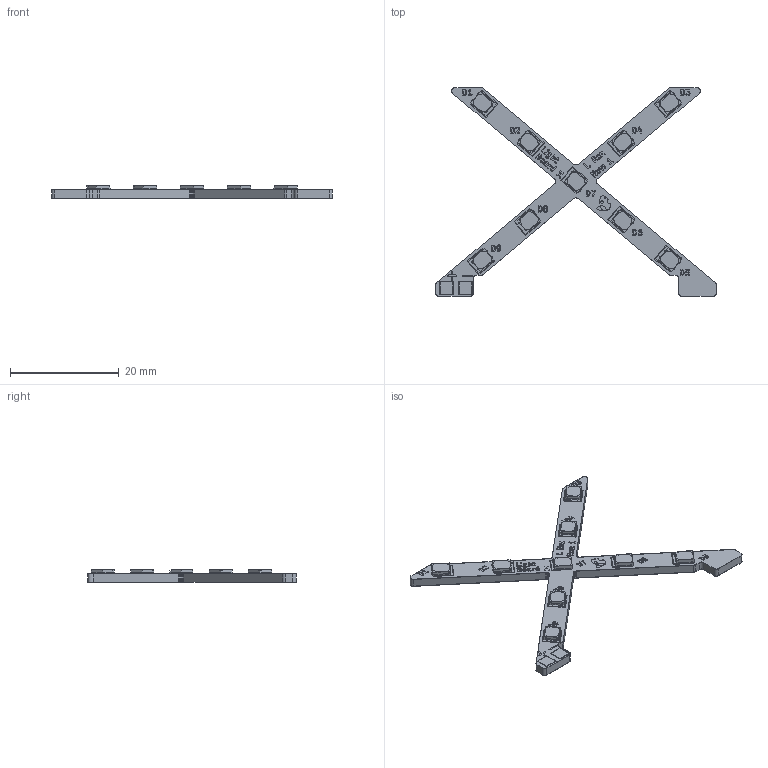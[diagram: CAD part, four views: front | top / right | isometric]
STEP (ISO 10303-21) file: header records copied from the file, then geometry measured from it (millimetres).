
FILE_DESCRIPTION(('KiCad electronic assembly'),'2;1');
FILE_NAME('Light Board - X.step','2025-08-30T11:22:19',('Pcbnew'),( 'Kicad'),'Open CASCADE STEP processor 7.8','KiCad to STEP converter' ,'Unknown');
FILE_SCHEMA(('AUTOMOTIVE_DESIGN { 1 0 10303 214 1 1 1 1 }'));
Length unit declared in the file: millimetre
Products named in the file (6): Light Board - X 1; LED_Cree_J-Series_SMD2835_2.8x3.5mm; Light Board - X 1.1.1; Light Board - X_silkscreen; Light Board - X_soldermask; Light Board - X_PCB
Assembly tree (13 placements, depth 3):
  Light Board - X 1
    LED_Cree_J-Series_SMD2835_2.8x3.5mm  x9
      Light Board - X 1.1.1
    Light Board - X_silkscreen
    Light Board - X_soldermask
    Light Board - X_PCB
Bounding box: 51.7 x 38.37 x 2.36 mm (x, y, z)
Volume: 813 mm3; surface area: 2895.1 mm2
Topology: 37 solids, 95 shells, 1683 faces, 5744 edges, 4184 vertices
Faces by surface type: plane 1273, cylinder 410
Entity records: 19013 total; most frequent: CARTESIAN_POINT 3889, DIRECTION 2918, ORIENTED_EDGE 2582, EDGE_CURVE 1904, VERTEX_POINT 1672, LINE 1516, VECTOR 1516, AXIS2_PLACEMENT_3D 701
